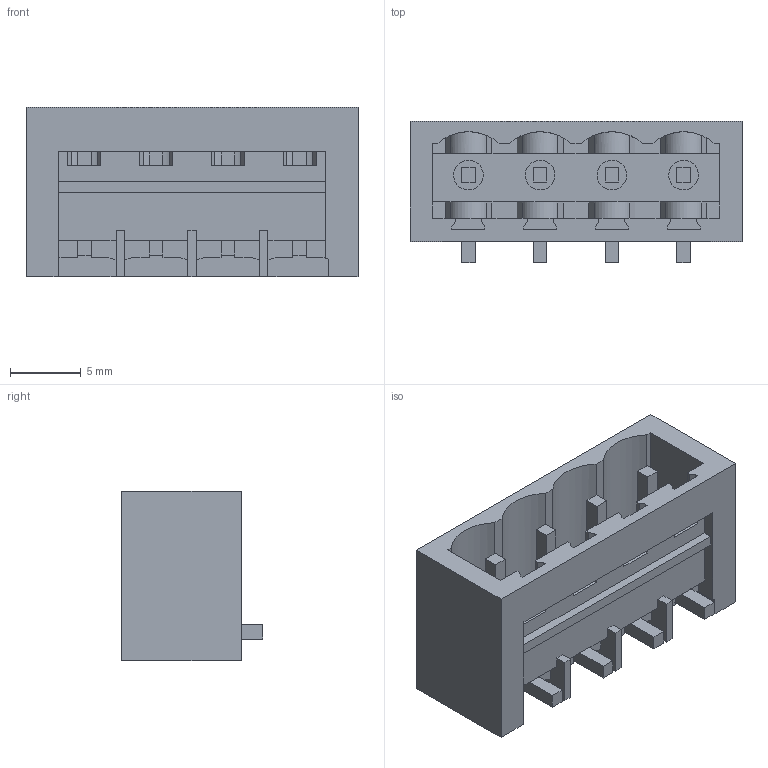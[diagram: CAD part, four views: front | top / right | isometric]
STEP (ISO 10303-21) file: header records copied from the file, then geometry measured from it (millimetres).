
FILE_DESCRIPTION(('CATIA V5 STEP Exchange','CAx-IF Rec.Pracs.--- Model Styling and Organization---1.2---2011-12-15'),'2;1');
FILE_NAME ('D1458240_0', '2017-07-11T10:54:10+00:00', ('none'), ('Weidmueller'), 'CATIA Version 5-6 Release 2014', 'CATIA V5 STEP AP214', 'none');
FILE_SCHEMA(('AUTOMOTIVE_DESIGN { 1 0 10303 214 1 1 1 1 }'));
Length unit declared in the file: millimetre
Products named in the file (1): 1877140000
Bounding box: 23.52 x 10 x 12 mm (x, y, z)
Volume: 1067.6 mm3; surface area: 2260 mm2
Topology: 5 solids, 5 shells, 236 faces, 726 edges, 494 vertices
Faces by surface type: plane 200, cylinder 36
Entity records: 7601 total; most frequent: ORIENTED_EDGE 1452, CARTESIAN_POINT 1431, DIRECTION 998, EDGE_CURVE 726, VECTOR 625, LINE 625, VERTEX_POINT 494, EDGE_LOOP 246
